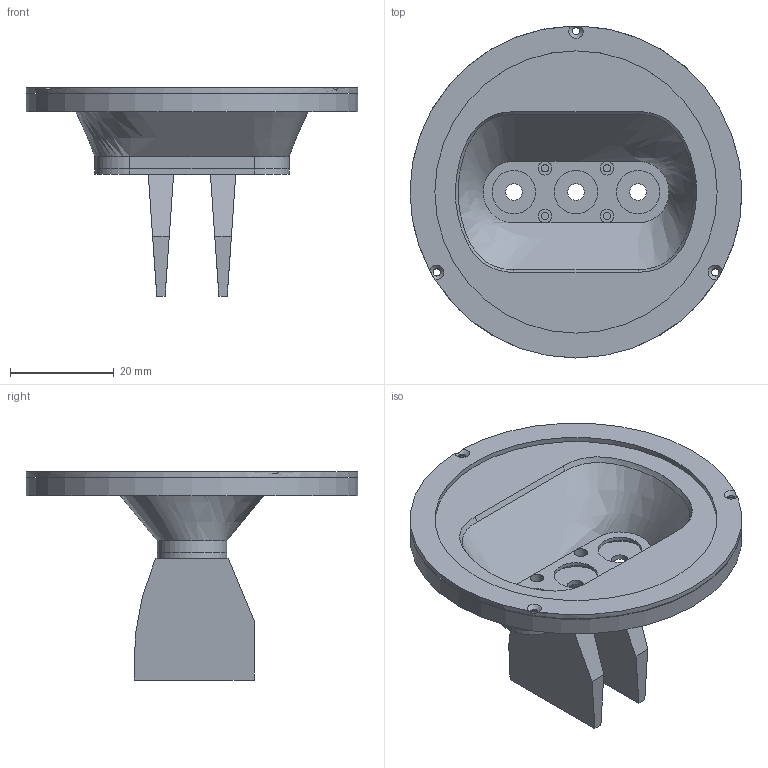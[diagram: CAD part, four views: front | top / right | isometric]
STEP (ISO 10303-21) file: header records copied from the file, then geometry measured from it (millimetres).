
FILE_DESCRIPTION(/* description */ (''),/* implementation_level */ '2;1');
FILE_NAME(/* name */ 'wigglegram lens v6.step',/* time_stamp */ '2021-09-14T00:29:10+08:00',/* author */ (''),/* organization */ (''),/* preprocessor_version */ 'ST-DEVELOPER v18.1',/* originating_system */ 'Autodesk Translation Framework v10.10.0.1391',/* authorisation */ '');
FILE_SCHEMA (('AUTOMOTIVE_DESIGN { 1 0 10303 214 3 1 1 }'));
Length unit declared in the file: millimetre
Products named in the file (1): wigglegram lens
Bounding box: 64.1 x 64.1 x 40.2 mm (x, y, z)
Volume: 9212.6 mm3; surface area: 15940.8 mm2
Topology: 4 solids, 4 shells, 122 faces, 296 edges, 192 vertices
Faces by surface type: plane 59, cylinder 52, cone 7, bspline 4
Full cylindrical faces by diameter (mm): 1.4 x14, 2.6 x4, 3.2 x3, 8.4 x3, 54.5 x1, 59.5 x1, 60.1 x1, 64.1 x2
Entity records: 5021 total; most frequent: CARTESIAN_POINT 2010, DIRECTION 622, ORIENTED_EDGE 592, EDGE_CURVE 296, AXIS2_PLACEMENT_3D 235, VERTEX_POINT 192, EDGE_LOOP 168, LINE 152
